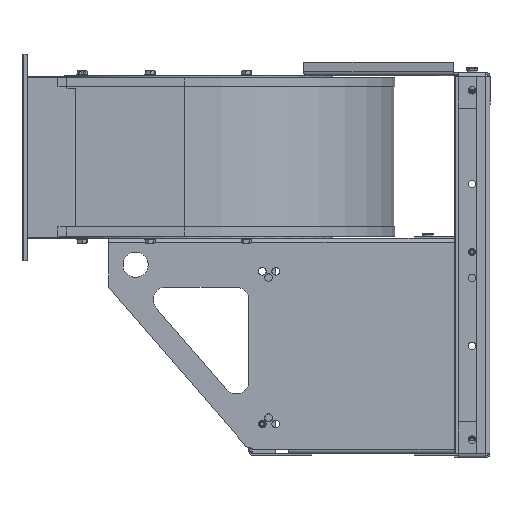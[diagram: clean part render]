
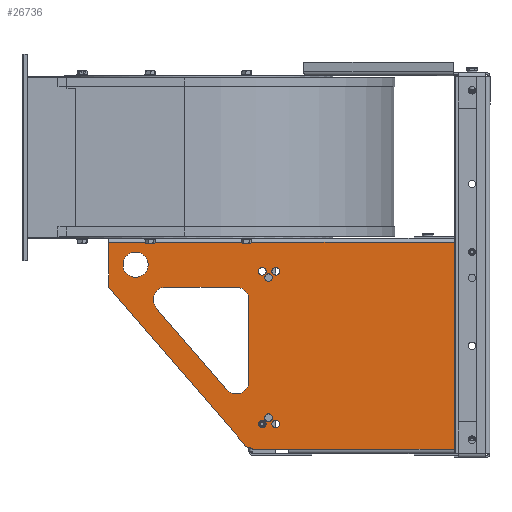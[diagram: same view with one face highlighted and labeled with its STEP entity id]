
A CAD part, left-side view. The second image highlights one B-rep face of the part: STEP entity #26736.
In plain terms, the highlighted planar face has unit normal (-1, 0, 0).
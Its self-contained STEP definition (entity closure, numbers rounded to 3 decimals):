
#26736=ADVANCED_FACE('',(#53988,#53990,#53992,#53994,#53996,#53998,#54000,#54002,
#54004),#54006,.F.);
#53988=FACE_BOUND('',#53989,.T.);
#53989=EDGE_LOOP('',(#75258,#75259,#75260,#75261,#75262,#75263,#75264));
#53990=FACE_BOUND('',#53991,.T.);
#53991=EDGE_LOOP('',(#75265,#75266,#75267,#75268,#75269,#75270));
#53992=FACE_BOUND('',#53993,.T.);
#53993=EDGE_LOOP('',(#75271));
#53994=FACE_BOUND('',#53995,.T.);
#53995=EDGE_LOOP('',(#75272));
#53996=FACE_BOUND('',#53997,.T.);
#53997=EDGE_LOOP('',(#75273));
#53998=FACE_BOUND('',#53999,.T.);
#53999=EDGE_LOOP('',(#75274));
#54000=FACE_BOUND('',#54001,.T.);
#54001=EDGE_LOOP('',(#75275));
#54002=FACE_BOUND('',#54003,.T.);
#54003=EDGE_LOOP('',(#75276));
#54004=FACE_BOUND('',#54005,.T.);
#54005=EDGE_LOOP('',(#75277));
#54006=PLANE('',#54007);
#54007=AXIS2_PLACEMENT_3D('',#54008,#54009,#54010);
#54008=CARTESIAN_POINT('',(-210.,4.6,275.941));
#54009=DIRECTION('',(1.,0.,0.));
#54010=DIRECTION('',(0.,0.,-1.));
#75258=ORIENTED_EDGE('',*,*,#85806,.F.);
#75259=ORIENTED_EDGE('',*,*,#85704,.F.);
#75260=ORIENTED_EDGE('',*,*,#85926,.F.);
#75261=ORIENTED_EDGE('',*,*,#85927,.F.);
#75262=ORIENTED_EDGE('',*,*,#85928,.F.);
#75263=ORIENTED_EDGE('',*,*,#85929,.F.);
#75264=ORIENTED_EDGE('',*,*,#85930,.T.);
#75265=ORIENTED_EDGE('',*,*,#85931,.T.);
#75266=ORIENTED_EDGE('',*,*,#85932,.T.);
#75267=ORIENTED_EDGE('',*,*,#85933,.T.);
#75268=ORIENTED_EDGE('',*,*,#85934,.T.);
#75269=ORIENTED_EDGE('',*,*,#85935,.T.);
#75270=ORIENTED_EDGE('',*,*,#85936,.T.);
#75271=ORIENTED_EDGE('',*,*,#85937,.T.);
#75272=ORIENTED_EDGE('',*,*,#85938,.T.);
#75273=ORIENTED_EDGE('',*,*,#85939,.T.);
#75274=ORIENTED_EDGE('',*,*,#85940,.T.);
#75275=ORIENTED_EDGE('',*,*,#85941,.T.);
#75276=ORIENTED_EDGE('',*,*,#85942,.T.);
#75277=ORIENTED_EDGE('',*,*,#85943,.T.);
#85704=EDGE_CURVE('',#100244,#100144,#100246,.T.);
#85806=EDGE_CURVE('',#100144,#100437,#100438,.T.);
#85926=EDGE_CURVE('',#100644,#100244,#100645,.T.);
#85927=EDGE_CURVE('',#100646,#100644,#100647,.T.);
#85928=EDGE_CURVE('',#100648,#100646,#100649,.T.);
#85929=EDGE_CURVE('',#100650,#100648,#100651,.T.);
#85930=EDGE_CURVE('',#100650,#100437,#100652,.T.);
#85931=EDGE_CURVE('',#100653,#100654,#100655,.T.);
#85932=EDGE_CURVE('',#100654,#100656,#100657,.T.);
#85933=EDGE_CURVE('',#100656,#100658,#100659,.T.);
#85934=EDGE_CURVE('',#100658,#100660,#100661,.T.);
#85935=EDGE_CURVE('',#100660,#100662,#100663,.T.);
#85936=EDGE_CURVE('',#100662,#100653,#100664,.T.);
#85937=EDGE_CURVE('',#100665,#100665,#100666,.T.);
#85938=EDGE_CURVE('',#100667,#100667,#100668,.F.);
#85939=EDGE_CURVE('',#100669,#100669,#100670,.F.);
#85940=EDGE_CURVE('',#100671,#100671,#100672,.F.);
#85941=EDGE_CURVE('',#100673,#100673,#100674,.F.);
#85942=EDGE_CURVE('',#100675,#100675,#100676,.F.);
#85943=EDGE_CURVE('',#100677,#100677,#100678,.F.);
#100144=VERTEX_POINT('',#137888);
#100244=VERTEX_POINT('',#138115);
#100246=LINE('',#138120,#138121);
#100437=VERTEX_POINT('',#138581);
#100438=LINE('',#138582,#138583);
#100644=VERTEX_POINT('',#139336);
#100645=LINE('',#139337,#139338);
#100646=VERTEX_POINT('',#139340);
#100647=LINE('',#139341,#139342);
#100648=VERTEX_POINT('',#139344);
#100649=LINE('',#139345,#139346);
#100650=VERTEX_POINT('',#139348);
#100651=LINE('',#139349,#139350);
#100652=LINE('',#139352,#139353);
#100653=VERTEX_POINT('',#139355);
#100654=VERTEX_POINT('',#139356);
#100655=LINE('',#139357,#139358);
#100656=VERTEX_POINT('',#139360);
#100657=CIRCLE('',#139361,14.);
#100658=VERTEX_POINT('',#139365);
#100659=LINE('',#139366,#139367);
#100660=VERTEX_POINT('',#139369);
#100661=CIRCLE('',#139370,14.);
#100662=VERTEX_POINT('',#139374);
#100663=LINE('',#139375,#139376);
#100664=CIRCLE('',#139378,14.);
#100665=VERTEX_POINT('',#139382);
#100666=CIRCLE('',#139383,14.);
#100667=VERTEX_POINT('',#139387);
#100668=CIRCLE('',#139388,4.25);
#100669=VERTEX_POINT('',#139392);
#100670=CIRCLE('',#139393,4.25);
#100671=VERTEX_POINT('',#139397);
#100672=CIRCLE('',#139398,4.25);
#100673=VERTEX_POINT('',#139402);
#100674=CIRCLE('',#139403,4.25);
#100675=VERTEX_POINT('',#139407);
#100676=CIRCLE('',#139408,4.25);
#100677=VERTEX_POINT('',#139412);
#100678=CIRCLE('',#139413,4.25);
#137888=CARTESIAN_POINT('',(-210.,35.4,235.2));
#138115=CARTESIAN_POINT('',(-210.,424.6,235.2));
#138120=CARTESIAN_POINT('',(-210.,424.6,235.2));
#138121=VECTOR('',#138122,1.);
#138122=DIRECTION('',(0.,-1.,0.));
#138581=CARTESIAN_POINT('',(-210.,35.4,4.6));
#138582=CARTESIAN_POINT('',(-210.,35.4,235.2));
#138583=VECTOR('',#138584,1.);
#138584=DIRECTION('',(0.,0.,-1.));
#139336=CARTESIAN_POINT('',(-210.,424.6,185.2));
#139337=CARTESIAN_POINT('',(-210.,424.6,185.2));
#139338=VECTOR('',#139339,1.);
#139339=DIRECTION('',(0.,0.,1.));
#139340=CARTESIAN_POINT('',(-210.,271.868,8.384));
#139341=CARTESIAN_POINT('',(-210.,271.868,8.384));
#139342=VECTOR('',#139343,1.);
#139343=DIRECTION('',(0.,0.654,0.757));
#139344=CARTESIAN_POINT('',(-210.,263.6,4.6));
#139345=CARTESIAN_POINT('',(-210.,263.6,4.6));
#139346=VECTOR('',#139347,1.);
#139347=DIRECTION('',(0.,0.909,0.416));
#139348=CARTESIAN_POINT('',(-210.,224.6,4.6));
#139349=CARTESIAN_POINT('',(-210.,224.6,4.6));
#139350=VECTOR('',#139351,1.);
#139351=DIRECTION('',(0.,1.,0.));
#139352=CARTESIAN_POINT('',(-210.,224.6,4.6));
#139353=VECTOR('',#139354,1.);
#139354=DIRECTION('',(0.,-1.,0.));
#139355=CARTESIAN_POINT('',(-210.,268.6,171.2));
#139356=CARTESIAN_POINT('',(-210.,268.6,80.469));
#139357=CARTESIAN_POINT('',(-210.,268.6,171.2));
#139358=VECTOR('',#139359,1.);
#139359=DIRECTION('',(0.,0.,-1.));
#139360=CARTESIAN_POINT('',(-210.,293.195,71.318));
#139361=AXIS2_PLACEMENT_3D('',#139362,#139363,#139364);
#139362=CARTESIAN_POINT('',(-210.,282.6,80.469));
#139363=DIRECTION('',(1.,0.,0.));
#139364=DIRECTION('',(0.,-1.,0.));
#139365=CARTESIAN_POINT('',(-210.,371.567,162.048));
#139366=CARTESIAN_POINT('',(-210.,293.195,71.318));
#139367=VECTOR('',#139368,1.);
#139368=DIRECTION('',(0.,0.654,0.757));
#139369=CARTESIAN_POINT('',(-210.,360.972,185.2));
#139370=AXIS2_PLACEMENT_3D('',#139371,#139372,#139373);
#139371=CARTESIAN_POINT('',(-210.,360.972,171.2));
#139372=DIRECTION('',(1.,0.,0.));
#139373=DIRECTION('',(0.,0.757,-0.654));
#139374=CARTESIAN_POINT('',(-210.,282.6,185.2));
#139375=CARTESIAN_POINT('',(-210.,360.972,185.2));
#139376=VECTOR('',#139377,1.);
#139377=DIRECTION('',(0.,-1.,0.));
#139378=AXIS2_PLACEMENT_3D('',#139379,#139380,#139381);
#139379=CARTESIAN_POINT('',(-210.,282.6,171.2));
#139380=DIRECTION('',(1.,0.,0.));
#139381=DIRECTION('',(0.,0.,1.));
#139382=CARTESIAN_POINT('',(-210.,394.6,196.2));
#139383=AXIS2_PLACEMENT_3D('',#139384,#139385,#139386);
#139384=CARTESIAN_POINT('',(-210.,394.6,210.2));
#139385=DIRECTION('',(1.,0.,0.));
#139386=DIRECTION('',(0.,0.,-1.));
#139387=CARTESIAN_POINT('',(-210.,238.6,37.15));
#139388=AXIS2_PLACEMENT_3D('',#139389,#139390,#139391);
#139389=CARTESIAN_POINT('',(-210.,238.6,32.9));
#139390=DIRECTION('',(-1.,0.,0.));
#139391=DIRECTION('',(0.,0.,1.));
#139392=CARTESIAN_POINT('',(-210.,238.6,207.15));
#139393=AXIS2_PLACEMENT_3D('',#139394,#139395,#139396);
#139394=CARTESIAN_POINT('',(-210.,238.6,202.9));
#139395=DIRECTION('',(-1.,0.,0.));
#139396=DIRECTION('',(0.,0.,1.));
#139397=CARTESIAN_POINT('',(-210.,246.6,200.15));
#139398=AXIS2_PLACEMENT_3D('',#139399,#139400,#139401);
#139399=CARTESIAN_POINT('',(-210.,246.6,195.9));
#139400=DIRECTION('',(-1.,0.,0.));
#139401=DIRECTION('',(0.,0.,1.));
#139402=CARTESIAN_POINT('',(-210.,246.6,44.15));
#139403=AXIS2_PLACEMENT_3D('',#139404,#139405,#139406);
#139404=CARTESIAN_POINT('',(-210.,246.6,39.9));
#139405=DIRECTION('',(-1.,0.,0.));
#139406=DIRECTION('',(0.,0.,1.));
#139407=CARTESIAN_POINT('',(-210.,253.6,207.15));
#139408=AXIS2_PLACEMENT_3D('',#139409,#139410,#139411);
#139409=CARTESIAN_POINT('',(-210.,253.6,202.9));
#139410=DIRECTION('',(-1.,0.,0.));
#139411=DIRECTION('',(0.,0.,1.));
#139412=CARTESIAN_POINT('',(-210.,253.6,37.15));
#139413=AXIS2_PLACEMENT_3D('',#139414,#139415,#139416);
#139414=CARTESIAN_POINT('',(-210.,253.6,32.9));
#139415=DIRECTION('',(-1.,0.,0.));
#139416=DIRECTION('',(0.,0.,1.));
